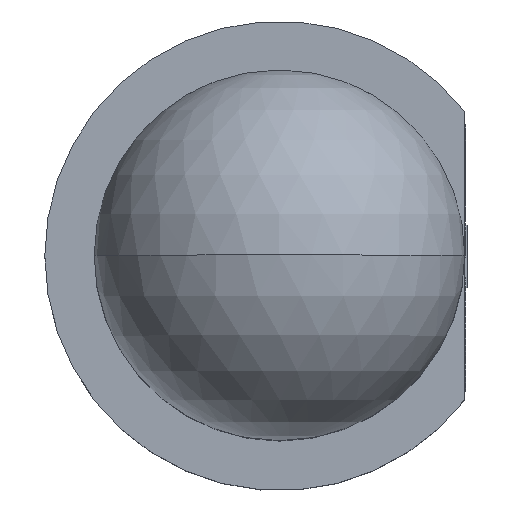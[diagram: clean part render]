
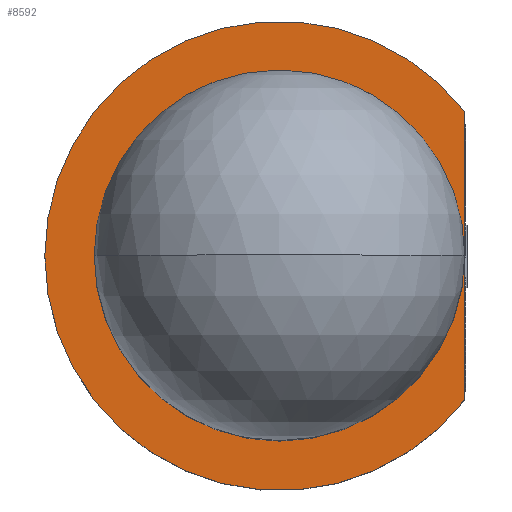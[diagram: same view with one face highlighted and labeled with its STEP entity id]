
A CAD part, top view. The second image highlights one B-rep face of the part: STEP entity #8592.
In plain terms, the highlighted planar face has unit normal (0, 0, 1).
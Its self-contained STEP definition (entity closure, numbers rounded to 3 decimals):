
#211 = AXIS2_PLACEMENT_3D ( 'NONE', #8167, #3408, #7998 ) ;
#677 = VECTOR ( 'NONE', #10137, 1000. ) ;
#826 = CARTESIAN_POINT ( 'NONE',  ( -1.9, 0., 1. ) ) ;
#1539 = LINE ( 'NONE', #10723, #1829 ) ;
#1829 = VECTOR ( 'NONE', #5198, 1000. ) ;
#1988 = DIRECTION ( 'NONE',  ( 1., 0., 0. ) ) ;
#2251 = CARTESIAN_POINT ( 'NONE',  ( 1.5, 0., 1. ) ) ;
#2648 = DIRECTION ( 'NONE',  ( 0., 0., 1. ) ) ;
#2700 = CARTESIAN_POINT ( 'NONE',  ( 0., 0., 1. ) ) ;
#2743 = CARTESIAN_POINT ( 'NONE',  ( 1.5, 1.845, 1. ) ) ;
#3018 = AXIS2_PLACEMENT_3D ( 'NONE', #3973, #3799, #1988 ) ;
#3408 = DIRECTION ( 'NONE',  ( 0., 0., 1. ) ) ;
#3469 = ORIENTED_EDGE ( 'NONE', *, *, #10029, .T. ) ;
#3799 = DIRECTION ( 'NONE',  ( 0., 0., 1. ) ) ;
#3846 = CIRCLE ( 'NONE', #211, 1.9 ) ;
#3868 = DIRECTION ( 'NONE',  ( 1., 0., 0. ) ) ;
#3973 = CARTESIAN_POINT ( 'NONE',  ( 0., 0., 1. ) ) ;
#4008 = ORIENTED_EDGE ( 'NONE', *, *, #11185, .F. ) ;
#4438 = DIRECTION ( 'NONE',  ( 0., 0., 1. ) ) ;
#4680 = DIRECTION ( 'NONE',  ( 1., 0., 0. ) ) ;
#5198 = DIRECTION ( 'NONE',  ( 0., -1., 0. ) ) ;
#5211 = VERTEX_POINT ( 'NONE', #2251 ) ;
#5511 = ORIENTED_EDGE ( 'NONE', *, *, #10379, .T. ) ;
#5536 = CARTESIAN_POINT ( 'NONE',  ( 0., 0., 1. ) ) ;
#5577 = VERTEX_POINT ( 'NONE', #826 ) ;
#5621 = DIRECTION ( 'NONE',  ( 0., 0., 1. ) ) ;
#5724 = EDGE_CURVE ( 'NONE', #5211, #7634, #1539, .T. ) ;
#6507 = LINE ( 'NONE', #2743, #677 ) ;
#6559 = ORIENTED_EDGE ( 'NONE', *, *, #6944, .F. ) ;
#6638 = CIRCLE ( 'NONE', #3018, 1.5 ) ;
#6834 = FACE_OUTER_BOUND ( 'NONE', #10273, .T. ) ;
#6944 = EDGE_CURVE ( 'NONE', #11777, #5211, #6638, .T. ) ;
#7634 = VERTEX_POINT ( 'NONE', #8580 ) ;
#7827 = CARTESIAN_POINT ( 'NONE',  ( -1.5, 0., 1. ) ) ;
#7898 = AXIS2_PLACEMENT_3D ( 'NONE', #2700, #2648, #4680 ) ;
#7969 = ORIENTED_EDGE ( 'NONE', *, *, #8593, .F. ) ;
#7998 = DIRECTION ( 'NONE',  ( 1., 0., 0. ) ) ;
#8054 = AXIS2_PLACEMENT_3D ( 'NONE', #11089, #5621, #3868 ) ;
#8167 = CARTESIAN_POINT ( 'NONE',  ( 0., 0., 1. ) ) ;
#8580 = CARTESIAN_POINT ( 'NONE',  ( 1.5, -1.166, 1. ) ) ;
#8592 = ADVANCED_FACE ( 'NONE', ( #6834 ), #10522, .T. ) ;
#8593 = EDGE_CURVE ( 'NONE', #5211, #11777, #9793, .T. ) ;
#8642 = CIRCLE ( 'NONE', #8054, 1.9 ) ;
#9793 = CIRCLE ( 'NONE', #11332, 1.5 ) ;
#10029 = EDGE_CURVE ( 'NONE', #5577, #7634, #8642, .T. ) ;
#10049 = DIRECTION ( 'NONE',  ( 1., 0., 0. ) ) ;
#10137 = DIRECTION ( 'NONE',  ( 0., -1., 0. ) ) ;
#10273 = EDGE_LOOP ( 'NONE', ( #4008, #5511, #3469, #11463, #6559, #7969 ) ) ;
#10379 = EDGE_CURVE ( 'NONE', #10792, #5577, #3846, .T. ) ;
#10522 = PLANE ( 'NONE',  #7898 ) ;
#10723 = CARTESIAN_POINT ( 'NONE',  ( 1.5, 1.845, 1. ) ) ;
#10792 = VERTEX_POINT ( 'NONE', #11438 ) ;
#11089 = CARTESIAN_POINT ( 'NONE',  ( 0., 0., 1. ) ) ;
#11185 = EDGE_CURVE ( 'NONE', #10792, #5211, #6507, .T. ) ;
#11332 = AXIS2_PLACEMENT_3D ( 'NONE', #5536, #4438, #10049 ) ;
#11438 = CARTESIAN_POINT ( 'NONE',  ( 1.5, 1.166, 1. ) ) ;
#11463 = ORIENTED_EDGE ( 'NONE', *, *, #5724, .F. ) ;
#11777 = VERTEX_POINT ( 'NONE', #7827 ) ;
